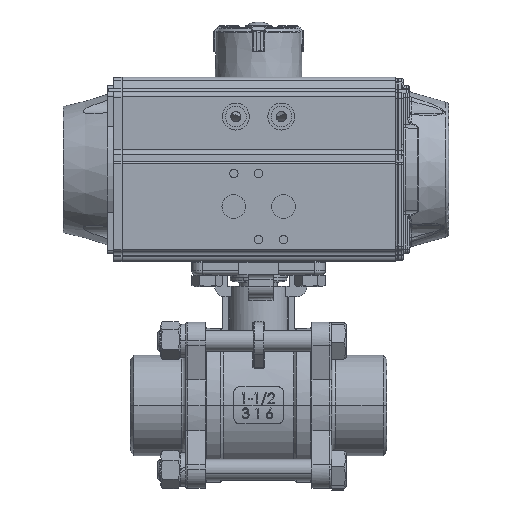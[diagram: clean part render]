
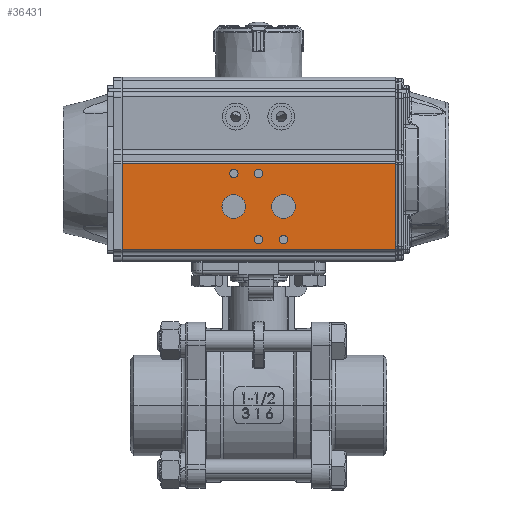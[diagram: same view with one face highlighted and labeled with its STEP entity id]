
A CAD part, top view. The second image highlights one B-rep face of the part: STEP entity #36431.
In plain terms, the highlighted face is planar.
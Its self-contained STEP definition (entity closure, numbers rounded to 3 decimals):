
#3139=B_SPLINE_CURVE_WITH_KNOTS('',3,(#97255,#97256,#97257,#97258),
 .UNSPECIFIED.,.F.,.F.,(4,4),(0.,1.),.UNSPECIFIED.);
#3143=B_SPLINE_CURVE_WITH_KNOTS('',3,(#97507,#97508,#97509,#97510),
 .UNSPECIFIED.,.F.,.F.,(4,4),(0.,1.),
 .UNSPECIFIED.);
#5064=LINE('',#97356,#7040);
#5086=LINE('',#97445,#7062);
#7040=VECTOR('',#49223,1000.);
#7062=VECTOR('',#49293,1000.);
#17757=ORIENTED_EDGE('',*,*,#23040,.F.);
#17758=ORIENTED_EDGE('',*,*,#23111,.T.);
#17759=ORIENTED_EDGE('',*,*,#23085,.T.);
#17760=ORIENTED_EDGE('',*,*,#23015,.T.);
#17761=ORIENTED_EDGE('',*,*,#23016,.T.);
#17762=ORIENTED_EDGE('',*,*,#23018,.T.);
#17763=ORIENTED_EDGE('',*,*,#23020,.T.);
#17764=ORIENTED_EDGE('',*,*,#23022,.T.);
#17765=ORIENTED_EDGE('',*,*,#23024,.T.);
#17766=ORIENTED_EDGE('',*,*,#23026,.T.);
#23015=EDGE_CURVE('',#26496,#26499,#3139,.T.);
#23016=EDGE_CURVE('',#26500,#26500,#28201,.F.);
#23018=EDGE_CURVE('',#26502,#26502,#28203,.F.);
#23020=EDGE_CURVE('',#26504,#26504,#28205,.F.);
#23022=EDGE_CURVE('',#26506,#26506,#28207,.F.);
#23024=EDGE_CURVE('',#26508,#26508,#28209,.F.);
#23026=EDGE_CURVE('',#26510,#26510,#28211,.F.);
#23040=EDGE_CURVE('',#26538,#26499,#5064,.T.);
#23085=EDGE_CURVE('',#26582,#26496,#5086,.T.);
#23111=EDGE_CURVE('',#26538,#26582,#3143,.T.);
#26496=VERTEX_POINT('',#97249);
#26499=VERTEX_POINT('',#97254);
#26500=VERTEX_POINT('',#97261);
#26502=VERTEX_POINT('',#97266);
#26504=VERTEX_POINT('',#97271);
#26506=VERTEX_POINT('',#97276);
#26508=VERTEX_POINT('',#97281);
#26510=VERTEX_POINT('',#97286);
#26538=VERTEX_POINT('',#97355);
#26582=VERTEX_POINT('',#97446);
#28201=CIRCLE('',#40236,5.723);
#28203=CIRCLE('',#40239,5.723);
#28205=CIRCLE('',#40242,2.067);
#28207=CIRCLE('',#40245,2.067);
#28209=CIRCLE('',#40248,2.067);
#28211=CIRCLE('',#40251,2.067);
#30835=EDGE_LOOP('',(#17757,#17758,#17759,#17760));
#30836=EDGE_LOOP('',(#17761));
#30837=EDGE_LOOP('',(#17762));
#30838=EDGE_LOOP('',(#17763));
#30839=EDGE_LOOP('',(#17764));
#30840=EDGE_LOOP('',(#17765));
#30841=EDGE_LOOP('',(#17766));
#33481=FACE_BOUND('',#30835,.T.);
#33482=FACE_BOUND('',#30836,.T.);
#33483=FACE_BOUND('',#30837,.T.);
#33484=FACE_BOUND('',#30838,.T.);
#33485=FACE_BOUND('',#30839,.T.);
#33486=FACE_BOUND('',#30840,.T.);
#33487=FACE_BOUND('',#30841,.T.);
#34235=PLANE('',#40340);
#36431=ADVANCED_FACE('',(#33481,#33482,#33483,#33484,#33485,#33486,#33487),
#34235,.T.);
#40236=AXIS2_PLACEMENT_3D('',#97260,#49111,#49112);
#40239=AXIS2_PLACEMENT_3D('',#97265,#49117,#49118);
#40242=AXIS2_PLACEMENT_3D('',#97270,#49123,#49124);
#40245=AXIS2_PLACEMENT_3D('',#97275,#49129,#49130);
#40248=AXIS2_PLACEMENT_3D('',#97280,#49135,#49136);
#40251=AXIS2_PLACEMENT_3D('',#97285,#49141,#49142);
#40340=AXIS2_PLACEMENT_3D('',#97506,#49364,#49365);
#49111=DIRECTION('',(1.,0.,0.));
#49112=DIRECTION('',(0.,0.,-1.));
#49117=DIRECTION('',(1.,0.,0.));
#49118=DIRECTION('',(0.,0.,-1.));
#49123=DIRECTION('',(1.,0.,0.));
#49124=DIRECTION('',(0.,0.,-1.));
#49129=DIRECTION('',(1.,0.,0.));
#49130=DIRECTION('',(0.,0.,-1.));
#49135=DIRECTION('',(1.,0.,0.));
#49136=DIRECTION('',(0.,0.,-1.));
#49141=DIRECTION('',(1.,0.,0.));
#49142=DIRECTION('',(0.,0.,-1.));
#49223=DIRECTION('',(0.,1.,0.));
#49293=DIRECTION('',(0.,1.,0.));
#49364=DIRECTION('',(1.,0.,0.));
#49365=DIRECTION('',(0.,1.,0.));
#97249=CARTESIAN_POINT('',(47.,2.864,0.));
#97254=CARTESIAN_POINT('',(47.,2.864,132.));
#97255=CARTESIAN_POINT('',(47.,2.864,0.));
#97256=CARTESIAN_POINT('',(47.,2.864,44.));
#97257=CARTESIAN_POINT('',(47.,2.864,88.));
#97258=CARTESIAN_POINT('',(47.,2.864,132.));
#97260=CARTESIAN_POINT('',(47.,-17.971,54.));
#97261=CARTESIAN_POINT('',(47.,-17.971,48.278));
#97265=CARTESIAN_POINT('',(47.,-17.971,78.));
#97266=CARTESIAN_POINT('',(47.,-17.971,72.278));
#97270=CARTESIAN_POINT('',(47.,-33.971,54.));
#97271=CARTESIAN_POINT('',(47.,-33.971,51.933));
#97275=CARTESIAN_POINT('',(47.,-1.971,78.));
#97276=CARTESIAN_POINT('',(47.,-1.971,75.933));
#97280=CARTESIAN_POINT('',(47.,-1.971,66.));
#97281=CARTESIAN_POINT('',(47.,-1.971,63.933));
#97285=CARTESIAN_POINT('',(47.,-33.971,66.));
#97286=CARTESIAN_POINT('',(47.,-33.971,63.933));
#97355=CARTESIAN_POINT('',(47.,-38.493,132.));
#97356=CARTESIAN_POINT('',(47.,-2.42,132.));
#97445=CARTESIAN_POINT('',(47.,-38.493,0.));
#97446=CARTESIAN_POINT('',(47.,-38.493,0.));
#97506=CARTESIAN_POINT('',(47.,-38.493,0.));
#97507=CARTESIAN_POINT('',(47.,-38.493,132.));
#97508=CARTESIAN_POINT('',(47.,-38.493,88.));
#97509=CARTESIAN_POINT('',(47.,-38.493,44.));
#97510=CARTESIAN_POINT('',(47.,-38.493,0.));
